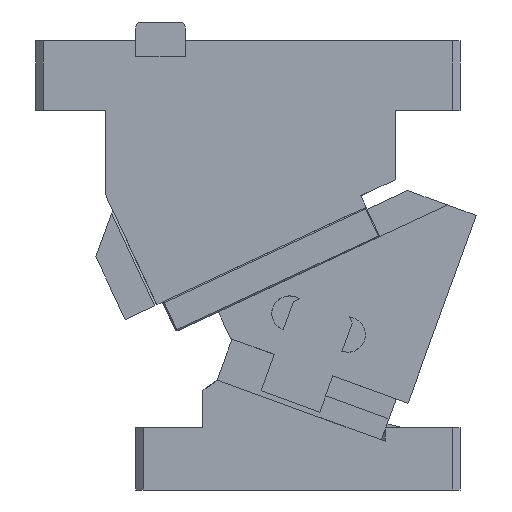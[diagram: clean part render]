
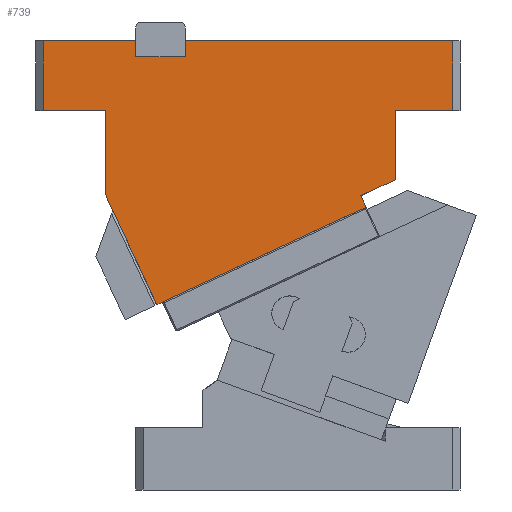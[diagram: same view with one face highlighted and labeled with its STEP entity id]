
A CAD part, front view. The second image highlights one B-rep face of the part: STEP entity #739.
In plain terms, the highlighted planar face has unit normal (0, -1, 0).
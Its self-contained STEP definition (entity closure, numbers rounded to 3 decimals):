
#124=CARTESIAN_POINT('Vertex',(-12.,0.,152.)) ;
#127=CARTESIAN_POINT('Line Origine',(-24.5,0.,152.)) ;
#131=CARTESIAN_POINT('Vertex',(-37.,0.,152.)) ;
#589=CARTESIAN_POINT('Vertex',(-12.,0.,118.214)) ;
#592=CARTESIAN_POINT('Line Origine',(-12.,0.,135.107)) ;
#604=CARTESIAN_POINT('Axis2P3D Location',(10.774,0.,75.291)) ;
#609=CARTESIAN_POINT('Line Origine',(0.,0.,176.75)) ;
#613=CARTESIAN_POINT('Vertex',(0.,0.,180.)) ;
#615=CARTESIAN_POINT('Vertex',(0.,0.,173.5)) ;
#618=CARTESIAN_POINT('Line Origine',(-18.5,0.,180.)) ;
#622=CARTESIAN_POINT('Vertex',(-37.,0.,180.)) ;
#625=CARTESIAN_POINT('Line Origine',(-37.,0.,166.)) ;
#630=CARTESIAN_POINT('Line Origine',(-9.036,0.,111.858)) ;
#634=CARTESIAN_POINT('Vertex',(-6.072,0.,105.502)) ;
#637=CARTESIAN_POINT('Line Origine',(-2.057,0.,96.892)) ;
#641=CARTESIAN_POINT('Vertex',(1.957,0.,88.282)) ;
#644=CARTESIAN_POINT('Line Origine',(5.233,0.,81.258)) ;
#648=CARTESIAN_POINT('Vertex',(8.508,0.,74.234)) ;
#651=CARTESIAN_POINT('Line Origine',(9.641,0.,74.762)) ;
#655=CARTESIAN_POINT('Vertex',(10.774,0.,75.291)) ;
#658=CARTESIAN_POINT('Line Origine',(51.558,0.,94.308)) ;
#662=CARTESIAN_POINT('Vertex',(92.341,0.,113.326)) ;
#665=CARTESIAN_POINT('Line Origine',(91.285,0.,115.592)) ;
#669=CARTESIAN_POINT('Vertex',(90.228,0.,117.858)) ;
#672=CARTESIAN_POINT('Line Origine',(97.114,0.,121.069)) ;
#676=CARTESIAN_POINT('Vertex',(104.,0.,124.28)) ;
#679=CARTESIAN_POINT('Line Origine',(104.,0.,138.14)) ;
#683=CARTESIAN_POINT('Vertex',(104.,0.,152.)) ;
#686=CARTESIAN_POINT('Line Origine',(115.5,0.,152.)) ;
#690=CARTESIAN_POINT('Vertex',(127.,0.,152.)) ;
#693=CARTESIAN_POINT('Line Origine',(127.,0.,166.)) ;
#697=CARTESIAN_POINT('Vertex',(127.,0.,180.)) ;
#700=CARTESIAN_POINT('Line Origine',(73.5,0.,180.)) ;
#704=CARTESIAN_POINT('Vertex',(20.,0.,180.)) ;
#707=CARTESIAN_POINT('Line Origine',(20.,0.,176.75)) ;
#711=CARTESIAN_POINT('Vertex',(20.,0.,173.5)) ;
#714=CARTESIAN_POINT('Line Origine',(10.,0.,173.5)) ;
#128=DIRECTION('Vector Direction',(-1.,0.,0.)) ;
#593=DIRECTION('Vector Direction',(0.,0.,1.)) ;
#605=DIRECTION('Axis2P3D Direction',(0.,-1.,0.)) ;
#606=DIRECTION('Axis2P3D XDirection',(0.906,0.,0.423)) ;
#610=DIRECTION('Vector Direction',(0.,0.,-1.)) ;
#619=DIRECTION('Vector Direction',(1.,0.,0.)) ;
#626=DIRECTION('Vector Direction',(0.,0.,1.)) ;
#631=DIRECTION('Vector Direction',(0.423,0.,-0.906)) ;
#638=DIRECTION('Vector Direction',(0.423,0.,-0.906)) ;
#645=DIRECTION('Vector Direction',(0.423,0.,-0.906)) ;
#652=DIRECTION('Vector Direction',(0.906,0.,0.423)) ;
#659=DIRECTION('Vector Direction',(0.906,0.,0.423)) ;
#666=DIRECTION('Vector Direction',(0.423,0.,-0.906)) ;
#673=DIRECTION('Vector Direction',(0.906,0.,0.423)) ;
#680=DIRECTION('Vector Direction',(0.,0.,1.)) ;
#687=DIRECTION('Vector Direction',(1.,0.,0.)) ;
#694=DIRECTION('Vector Direction',(0.,0.,1.)) ;
#701=DIRECTION('Vector Direction',(1.,0.,0.)) ;
#708=DIRECTION('Vector Direction',(0.,0.,1.)) ;
#715=DIRECTION('Vector Direction',(1.,0.,0.)) ;
#607=AXIS2_PLACEMENT_3D('Plane Axis2P3D',#604,#605,#606) ;
#720=ORIENTED_EDGE('',*,*,#617,.F.) ;
#721=ORIENTED_EDGE('',*,*,#624,.F.) ;
#722=ORIENTED_EDGE('',*,*,#629,.F.) ;
#723=ORIENTED_EDGE('',*,*,#133,.F.) ;
#724=ORIENTED_EDGE('',*,*,#596,.T.) ;
#725=ORIENTED_EDGE('',*,*,#636,.T.) ;
#726=ORIENTED_EDGE('',*,*,#643,.T.) ;
#727=ORIENTED_EDGE('',*,*,#650,.T.) ;
#728=ORIENTED_EDGE('',*,*,#657,.T.) ;
#729=ORIENTED_EDGE('',*,*,#664,.T.) ;
#730=ORIENTED_EDGE('',*,*,#671,.F.) ;
#731=ORIENTED_EDGE('',*,*,#678,.T.) ;
#732=ORIENTED_EDGE('',*,*,#685,.T.) ;
#733=ORIENTED_EDGE('',*,*,#692,.T.) ;
#734=ORIENTED_EDGE('',*,*,#699,.T.) ;
#735=ORIENTED_EDGE('',*,*,#706,.F.) ;
#736=ORIENTED_EDGE('',*,*,#713,.F.) ;
#737=ORIENTED_EDGE('',*,*,#718,.F.) ;
#129=VECTOR('Line Direction',#128,1.) ;
#594=VECTOR('Line Direction',#593,1.) ;
#611=VECTOR('Line Direction',#610,1.) ;
#620=VECTOR('Line Direction',#619,1.) ;
#627=VECTOR('Line Direction',#626,1.) ;
#632=VECTOR('Line Direction',#631,1.) ;
#639=VECTOR('Line Direction',#638,1.) ;
#646=VECTOR('Line Direction',#645,1.) ;
#653=VECTOR('Line Direction',#652,1.) ;
#660=VECTOR('Line Direction',#659,1.) ;
#667=VECTOR('Line Direction',#666,1.) ;
#674=VECTOR('Line Direction',#673,1.) ;
#681=VECTOR('Line Direction',#680,1.) ;
#688=VECTOR('Line Direction',#687,1.) ;
#695=VECTOR('Line Direction',#694,1.) ;
#702=VECTOR('Line Direction',#701,1.) ;
#709=VECTOR('Line Direction',#708,1.) ;
#716=VECTOR('Line Direction',#715,1.) ;
#739=ADVANCED_FACE('CAM HOLDER',(#738),#608,.T.) ;
#133=EDGE_CURVE('',#125,#132,#130,.T.) ;
#596=EDGE_CURVE('',#125,#590,#595,.F.) ;
#617=EDGE_CURVE('',#614,#616,#612,.T.) ;
#624=EDGE_CURVE('',#623,#614,#621,.T.) ;
#629=EDGE_CURVE('',#132,#623,#628,.T.) ;
#636=EDGE_CURVE('',#590,#635,#633,.T.) ;
#643=EDGE_CURVE('',#635,#642,#640,.T.) ;
#650=EDGE_CURVE('',#642,#649,#647,.T.) ;
#657=EDGE_CURVE('',#649,#656,#654,.T.) ;
#664=EDGE_CURVE('',#656,#663,#661,.T.) ;
#671=EDGE_CURVE('',#670,#663,#668,.T.) ;
#678=EDGE_CURVE('',#670,#677,#675,.T.) ;
#685=EDGE_CURVE('',#677,#684,#682,.T.) ;
#692=EDGE_CURVE('',#684,#691,#689,.T.) ;
#699=EDGE_CURVE('',#691,#698,#696,.T.) ;
#706=EDGE_CURVE('',#705,#698,#703,.T.) ;
#713=EDGE_CURVE('',#712,#705,#710,.T.) ;
#718=EDGE_CURVE('',#616,#712,#717,.T.) ;
#719=EDGE_LOOP('',(#720,#721,#722,#723,#724,#725,#726,#727,#728,#729,#730,#731,#732,#733,#734,#735,#736,#737)) ;
#738=FACE_OUTER_BOUND('',#719,.T.) ;
#130=LINE('Line',#127,#129) ;
#595=LINE('Line',#592,#594) ;
#612=LINE('Line',#609,#611) ;
#621=LINE('Line',#618,#620) ;
#628=LINE('Line',#625,#627) ;
#633=LINE('Line',#630,#632) ;
#640=LINE('Line',#637,#639) ;
#647=LINE('Line',#644,#646) ;
#654=LINE('Line',#651,#653) ;
#661=LINE('Line',#658,#660) ;
#668=LINE('Line',#665,#667) ;
#675=LINE('Line',#672,#674) ;
#682=LINE('Line',#679,#681) ;
#689=LINE('Line',#686,#688) ;
#696=LINE('Line',#693,#695) ;
#703=LINE('Line',#700,#702) ;
#710=LINE('Line',#707,#709) ;
#717=LINE('Line',#714,#716) ;
#608=PLANE('Plane',#607) ;
#125=VERTEX_POINT('',#124) ;
#132=VERTEX_POINT('',#131) ;
#590=VERTEX_POINT('',#589) ;
#614=VERTEX_POINT('',#613) ;
#616=VERTEX_POINT('',#615) ;
#623=VERTEX_POINT('',#622) ;
#635=VERTEX_POINT('',#634) ;
#642=VERTEX_POINT('',#641) ;
#649=VERTEX_POINT('',#648) ;
#656=VERTEX_POINT('',#655) ;
#663=VERTEX_POINT('',#662) ;
#670=VERTEX_POINT('',#669) ;
#677=VERTEX_POINT('',#676) ;
#684=VERTEX_POINT('',#683) ;
#691=VERTEX_POINT('',#690) ;
#698=VERTEX_POINT('',#697) ;
#705=VERTEX_POINT('',#704) ;
#712=VERTEX_POINT('',#711) ;
